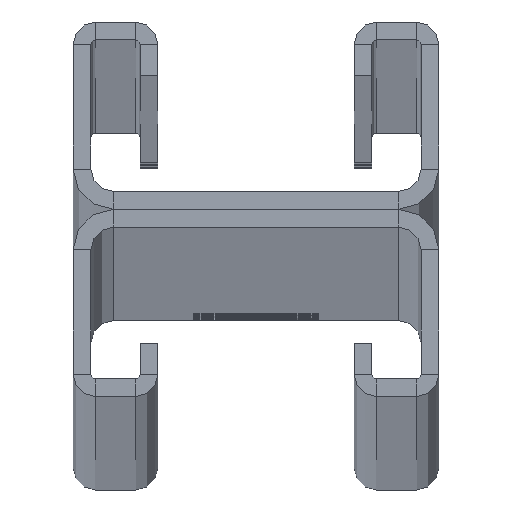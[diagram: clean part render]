
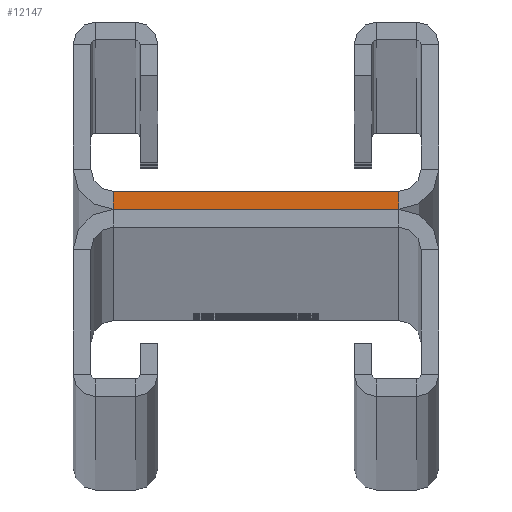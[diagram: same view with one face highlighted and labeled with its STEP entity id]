
A CAD part, top view. The second image highlights one B-rep face of the part: STEP entity #12147.
In plain terms, the highlighted planar face has unit normal (0, 0, 1).
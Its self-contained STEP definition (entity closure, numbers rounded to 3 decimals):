
#664 = VECTOR ( 'NONE', #1347, 1000. ) ;
#1207 = PLANE ( 'NONE',  #8144 ) ;
#1347 = DIRECTION ( 'NONE',  ( 1., 0., 0. ) ) ;
#2111 = LINE ( 'NONE', #14576, #14942 ) ;
#2285 = DIRECTION ( 'NONE',  ( 0., -1., 0. ) ) ;
#2384 = ORIENTED_EDGE ( 'NONE', *, *, #19453, .T. ) ;
#3107 = ORIENTED_EDGE ( 'NONE', *, *, #11123, .T. ) ;
#3303 = VECTOR ( 'NONE', #14836, 1000. ) ;
#4214 = LINE ( 'NONE', #11954, #3303 ) ;
#4489 = FACE_OUTER_BOUND ( 'NONE', #6109, .T. ) ;
#5449 = CARTESIAN_POINT ( 'NONE',  ( -16., 2., 6000. ) ) ;
#6019 = DIRECTION ( 'NONE',  ( 1., 0., 0. ) ) ;
#6109 = EDGE_LOOP ( 'NONE', ( #2384, #13961, #13984, #3107 ) ) ;
#6395 = CARTESIAN_POINT ( 'NONE',  ( -16., 2., 6000. ) ) ;
#7449 = DIRECTION ( 'NONE',  ( 0., 0., 1. ) ) ;
#8144 = AXIS2_PLACEMENT_3D ( 'NONE', #16960, #7449, #6019 ) ;
#11123 = EDGE_CURVE ( 'NONE', #12753, #14951, #13200, .T. ) ;
#11863 = LINE ( 'NONE', #18124, #664 ) ;
#11954 = CARTESIAN_POINT ( 'NONE',  ( 16., 2., 6000. ) ) ;
#12028 = VERTEX_POINT ( 'NONE', #15406 ) ;
#12147 = ADVANCED_FACE ( 'NONE', ( #4489 ), #1207, .T. ) ;
#12753 = VERTEX_POINT ( 'NONE', #6395 ) ;
#13200 = LINE ( 'NONE', #5449, #16980 ) ;
#13272 = CARTESIAN_POINT ( 'NONE',  ( -16., 0., 6000. ) ) ;
#13554 = VERTEX_POINT ( 'NONE', #19006 ) ;
#13961 = ORIENTED_EDGE ( 'NONE', *, *, #15699, .T. ) ;
#13984 = ORIENTED_EDGE ( 'NONE', *, *, #18194, .F. ) ;
#14576 = CARTESIAN_POINT ( 'NONE',  ( 16., 0., 6000. ) ) ;
#14836 = DIRECTION ( 'NONE',  ( 1., 0., 0. ) ) ;
#14942 = VECTOR ( 'NONE', #15911, 1000. ) ;
#14951 = VERTEX_POINT ( 'NONE', #13272 ) ;
#15406 = CARTESIAN_POINT ( 'NONE',  ( 16., 2., 6000. ) ) ;
#15699 = EDGE_CURVE ( 'NONE', #13554, #12028, #2111, .T. ) ;
#15911 = DIRECTION ( 'NONE',  ( 0., 1., 0. ) ) ;
#16960 = CARTESIAN_POINT ( 'NONE',  ( 18.5, 4.5, 6000. ) ) ;
#16980 = VECTOR ( 'NONE', #2285, 1000. ) ;
#18124 = CARTESIAN_POINT ( 'NONE',  ( 16., 0., 6000. ) ) ;
#18194 = EDGE_CURVE ( 'NONE', #12753, #12028, #4214, .T. ) ;
#19006 = CARTESIAN_POINT ( 'NONE',  ( 16., 0., 6000. ) ) ;
#19453 = EDGE_CURVE ( 'NONE', #14951, #13554, #11863, .T. ) ;
